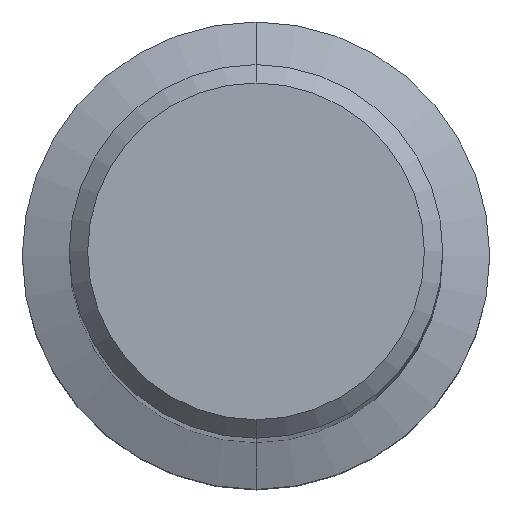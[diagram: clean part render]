
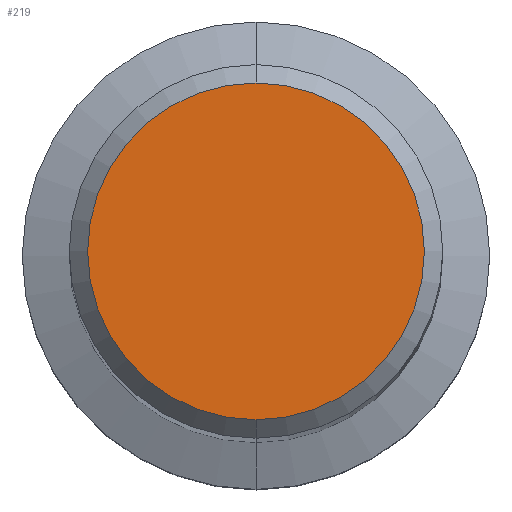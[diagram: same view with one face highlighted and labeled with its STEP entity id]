
A CAD part, top view. The second image highlights one B-rep face of the part: STEP entity #219.
In plain terms, the highlighted planar face has unit normal (0, 0, 1).
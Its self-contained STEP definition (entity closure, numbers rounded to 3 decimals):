
#131=EDGE_CURVE('',#253,#133,#331,.T.);
#133=VERTEX_POINT('',#333);
#141=EDGE_CURVE('',#133,#253,#342,.T.);
#219=ADVANCED_FACE('',(#432),#433,.T.);
#253=VERTEX_POINT('',#470);
#331=CIRCLE('',#548,9.15);
#333=CARTESIAN_POINT('',(0.0,9.15,0.0));
#342=CIRCLE('',#563,9.15);
#432=FACE_OUTER_BOUND('',#674,.T.);
#433=PLANE('',#675);
#470=CARTESIAN_POINT('',(0.,-9.15,0.0));
#548=AXIS2_PLACEMENT_3D('',#810,#811,#812);
#563=AXIS2_PLACEMENT_3D('',#825,#826,#827);
#674=EDGE_LOOP('',(#943,#944));
#675=AXIS2_PLACEMENT_3D('',#945,#946,#947);
#810=CARTESIAN_POINT('',(0.0,0.0,0.0));
#811=DIRECTION('',(0.0,0.0,-1.0));
#812=DIRECTION('',(0.0,1.0,0.0));
#825=CARTESIAN_POINT('',(0.0,0.0,0.0));
#826=DIRECTION('',(0.0,0.0,-1.0));
#827=DIRECTION('',(0.0,1.0,0.0));
#943=ORIENTED_EDGE('',*,*,#141,.F.);
#944=ORIENTED_EDGE('',*,*,#131,.F.);
#945=CARTESIAN_POINT('',(0.0,4.575,0.0));
#946=DIRECTION('',(-0.0,0.0,1.0));
#947=DIRECTION('',(0.0,-1.0,0.0));
